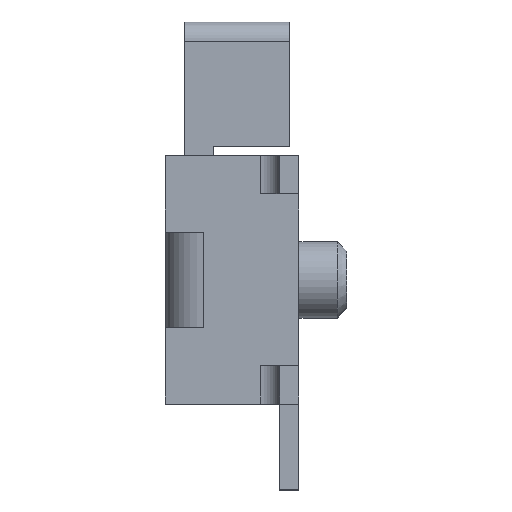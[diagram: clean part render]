
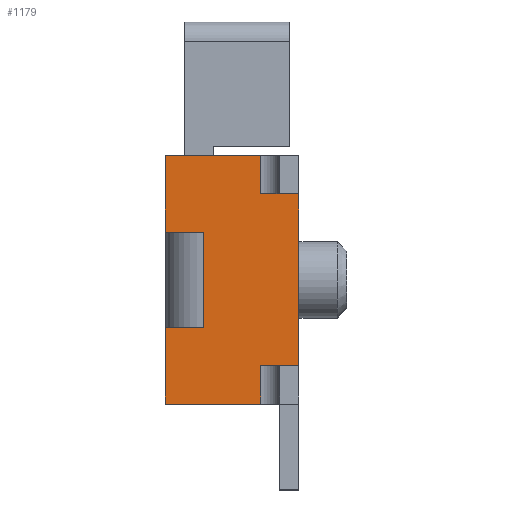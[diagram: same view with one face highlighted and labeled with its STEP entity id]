
A CAD part, left-side view. The second image highlights one B-rep face of the part: STEP entity #1179.
In plain terms, the highlighted face is planar.
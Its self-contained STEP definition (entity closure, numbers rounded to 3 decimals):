
#9 = VERTEX_POINT ( 'NONE', #1265 ) ;
#65 = EDGE_LOOP ( 'NONE', ( #489, #870, #343, #595, #2977, #3092, #174, #2829, #597, #2591, #1485, #2869, #1017, #3194 ) ) ;
#80 = LINE ( 'NONE', #1075, #117 ) ;
#95 = DIRECTION ( 'NONE',  ( -1., 0., 0. ) ) ;
#98 = CARTESIAN_POINT ( 'NONE',  ( -0.9, -4.85, -0.646 ) ) ;
#117 = VECTOR ( 'NONE', #559, 1000. ) ;
#124 = VECTOR ( 'NONE', #518, 1000. ) ;
#135 = CARTESIAN_POINT ( 'NONE',  ( 0., -4.85, 0.7 ) ) ;
#141 = DIRECTION ( 'NONE',  ( 0., 0., 1. ) ) ;
#174 = ORIENTED_EDGE ( 'NONE', *, *, #2013, .T. ) ;
#188 = EDGE_CURVE ( 'NONE', #1966, #2579, #453, .T. ) ;
#195 = VECTOR ( 'NONE', #1831, 1000. ) ;
#281 = VECTOR ( 'NONE', #2870, 1000. ) ;
#282 = VECTOR ( 'NONE', #141, 1000. ) ;
#286 = LINE ( 'NONE', #810, #124 ) ;
#343 = ORIENTED_EDGE ( 'NONE', *, *, #2104, .T. ) ;
#354 = LINE ( 'NONE', #607, #281 ) ;
#379 = DIRECTION ( 'NONE',  ( 1., 0., 0. ) ) ;
#453 = LINE ( 'NONE', #1430, #2017 ) ;
#471 = DIRECTION ( 'NONE',  ( 0., 0., -1. ) ) ;
#481 = DIRECTION ( 'NONE',  ( 0., 0., 1. ) ) ;
#489 = ORIENTED_EDGE ( 'NONE', *, *, #2881, .F. ) ;
#506 = EDGE_CURVE ( 'NONE', #2900, #1578, #1134, .T. ) ;
#518 = DIRECTION ( 'NONE',  ( 0., 0., 1. ) ) ;
#554 = EDGE_CURVE ( 'NONE', #3034, #2313, #2339, .T. ) ;
#559 = DIRECTION ( 'NONE',  ( 0., 0., -1. ) ) ;
#595 = ORIENTED_EDGE ( 'NONE', *, *, #2000, .T. ) ;
#597 = ORIENTED_EDGE ( 'NONE', *, *, #2003, .T. ) ;
#602 = VERTEX_POINT ( 'NONE', #1867 ) ;
#607 = CARTESIAN_POINT ( 'NONE',  ( -1.3, -4.85, 0. ) ) ;
#615 = VECTOR ( 'NONE', #471, 1000. ) ;
#759 = LINE ( 'NONE', #135, #2971 ) ;
#805 = LINE ( 'NONE', #2181, #1070 ) ;
#810 = CARTESIAN_POINT ( 'NONE',  ( 0.9, -4.85, 0. ) ) ;
#838 = VECTOR ( 'NONE', #2999, 1000. ) ;
#845 = CARTESIAN_POINT ( 'NONE',  ( 1.3, -4.85, -0.3 ) ) ;
#861 = EDGE_CURVE ( 'NONE', #1238, #1217, #80, .T. ) ;
#870 = ORIENTED_EDGE ( 'NONE', *, *, #2300, .F. ) ;
#888 = CARTESIAN_POINT ( 'NONE',  ( 0.9, -4.85, -0.646 ) ) ;
#928 = EDGE_CURVE ( 'NONE', #2313, #2081, #2111, .T. ) ;
#954 = VECTOR ( 'NONE', #2899, 1000. ) ;
#960 = LINE ( 'NONE', #1750, #2117 ) ;
#1017 = ORIENTED_EDGE ( 'NONE', *, *, #188, .T. ) ;
#1034 = DIRECTION ( 'NONE',  ( 1., 0., 0. ) ) ;
#1070 = VECTOR ( 'NONE', #481, 1000. ) ;
#1075 = CARTESIAN_POINT ( 'NONE',  ( 1.3, -4.85, 0. ) ) ;
#1081 = DIRECTION ( 'NONE',  ( 0., 0., -1. ) ) ;
#1134 = LINE ( 'NONE', #1616, #282 ) ;
#1149 = CARTESIAN_POINT ( 'NONE',  ( 0., -4.85, -0.7 ) ) ;
#1179 = ADVANCED_FACE ( 'NONE', ( #2517 ), #2832, .T. ) ;
#1217 = VERTEX_POINT ( 'NONE', #845 ) ;
#1238 = VERTEX_POINT ( 'NONE', #1363 ) ;
#1265 = CARTESIAN_POINT ( 'NONE',  ( -0.9, -4.85, -0.3 ) ) ;
#1302 = EDGE_CURVE ( 'NONE', #1704, #1966, #2590, .T. ) ;
#1339 = CARTESIAN_POINT ( 'NONE',  ( -1.3, -4.85, 0.7 ) ) ;
#1363 = CARTESIAN_POINT ( 'NONE',  ( 1.3, -4.85, 0.7 ) ) ;
#1430 = CARTESIAN_POINT ( 'NONE',  ( 0.9, -4.85, 0.3 ) ) ;
#1435 = CARTESIAN_POINT ( 'NONE',  ( -0.5, -4.85, 0.7 ) ) ;
#1476 = LINE ( 'NONE', #1339, #2807 ) ;
#1481 = LINE ( 'NONE', #2551, #2193 ) ;
#1485 = ORIENTED_EDGE ( 'NONE', *, *, #2798, .T. ) ;
#1541 = CARTESIAN_POINT ( 'NONE',  ( -1.3, -4.85, 0.7 ) ) ;
#1578 = VERTEX_POINT ( 'NONE', #2178 ) ;
#1616 = CARTESIAN_POINT ( 'NONE',  ( 0.9, -4.85, 0. ) ) ;
#1704 = VERTEX_POINT ( 'NONE', #2191 ) ;
#1750 = CARTESIAN_POINT ( 'NONE',  ( 0.9, -4.85, -0.3 ) ) ;
#1831 = DIRECTION ( 'NONE',  ( 0., 0., 1. ) ) ;
#1867 = CARTESIAN_POINT ( 'NONE',  ( -1.3, -4.85, -0.3 ) ) ;
#1957 = DIRECTION ( 'NONE',  ( -1., 0., 0. ) ) ;
#1966 = VERTEX_POINT ( 'NONE', #2526 ) ;
#2000 = EDGE_CURVE ( 'NONE', #9, #2081, #2273, .T. ) ;
#2003 = EDGE_CURVE ( 'NONE', #1578, #1217, #960, .T. ) ;
#2013 = EDGE_CURVE ( 'NONE', #3034, #2900, #286, .T. ) ;
#2017 = VECTOR ( 'NONE', #1957, 1000. ) ;
#2066 = CARTESIAN_POINT ( 'NONE',  ( 0.9, -4.85, -0.7 ) ) ;
#2081 = VERTEX_POINT ( 'NONE', #98 ) ;
#2104 = EDGE_CURVE ( 'NONE', #602, #9, #1481, .T. ) ;
#2111 = LINE ( 'NONE', #2827, #195 ) ;
#2117 = VECTOR ( 'NONE', #1034, 1000. ) ;
#2178 = CARTESIAN_POINT ( 'NONE',  ( 0.9, -4.85, -0.3 ) ) ;
#2181 = CARTESIAN_POINT ( 'NONE',  ( -0.5, -4.85, 0. ) ) ;
#2191 = CARTESIAN_POINT ( 'NONE',  ( 0.5, -4.85, 0.7 ) ) ;
#2193 = VECTOR ( 'NONE', #3047, 1000. ) ;
#2273 = LINE ( 'NONE', #2282, #838 ) ;
#2282 = CARTESIAN_POINT ( 'NONE',  ( -0.9, -4.85, 0. ) ) ;
#2300 = EDGE_CURVE ( 'NONE', #602, #2660, #354, .T. ) ;
#2313 = VERTEX_POINT ( 'NONE', #3123 ) ;
#2339 = LINE ( 'NONE', #1149, #954 ) ;
#2357 = CARTESIAN_POINT ( 'NONE',  ( 0.5, -4.85, 0. ) ) ;
#2496 = AXIS2_PLACEMENT_3D ( 'NONE', #2559, #3100, #1081 ) ;
#2517 = FACE_OUTER_BOUND ( 'NONE', #65, .T. ) ;
#2526 = CARTESIAN_POINT ( 'NONE',  ( 0.5, -4.85, 0.3 ) ) ;
#2551 = CARTESIAN_POINT ( 'NONE',  ( 0.9, -4.85, -0.3 ) ) ;
#2559 = CARTESIAN_POINT ( 'NONE',  ( -1.3, -4.85, 0. ) ) ;
#2579 = VERTEX_POINT ( 'NONE', #3216 ) ;
#2590 = LINE ( 'NONE', #2357, #615 ) ;
#2591 = ORIENTED_EDGE ( 'NONE', *, *, #861, .F. ) ;
#2660 = VERTEX_POINT ( 'NONE', #1541 ) ;
#2798 = EDGE_CURVE ( 'NONE', #1238, #1704, #1476, .T. ) ;
#2807 = VECTOR ( 'NONE', #95, 1000. ) ;
#2827 = CARTESIAN_POINT ( 'NONE',  ( -0.9, -4.85, -0.2 ) ) ;
#2829 = ORIENTED_EDGE ( 'NONE', *, *, #506, .T. ) ;
#2832 = PLANE ( 'NONE',  #2496 ) ;
#2869 = ORIENTED_EDGE ( 'NONE', *, *, #1302, .T. ) ;
#2870 = DIRECTION ( 'NONE',  ( 0., 0., 1. ) ) ;
#2881 = EDGE_CURVE ( 'NONE', #2660, #3119, #759, .T. ) ;
#2899 = DIRECTION ( 'NONE',  ( -1., 0., 0. ) ) ;
#2900 = VERTEX_POINT ( 'NONE', #888 ) ;
#2971 = VECTOR ( 'NONE', #379, 1000. ) ;
#2977 = ORIENTED_EDGE ( 'NONE', *, *, #928, .F. ) ;
#2999 = DIRECTION ( 'NONE',  ( 0., 0., -1. ) ) ;
#3034 = VERTEX_POINT ( 'NONE', #2066 ) ;
#3047 = DIRECTION ( 'NONE',  ( 1., 0., 0. ) ) ;
#3057 = EDGE_CURVE ( 'NONE', #2579, #3119, #805, .T. ) ;
#3092 = ORIENTED_EDGE ( 'NONE', *, *, #554, .F. ) ;
#3100 = DIRECTION ( 'NONE',  ( 0., -1., 0. ) ) ;
#3119 = VERTEX_POINT ( 'NONE', #1435 ) ;
#3123 = CARTESIAN_POINT ( 'NONE',  ( -0.9, -4.85, -0.7 ) ) ;
#3194 = ORIENTED_EDGE ( 'NONE', *, *, #3057, .T. ) ;
#3216 = CARTESIAN_POINT ( 'NONE',  ( -0.5, -4.85, 0.3 ) ) ;
